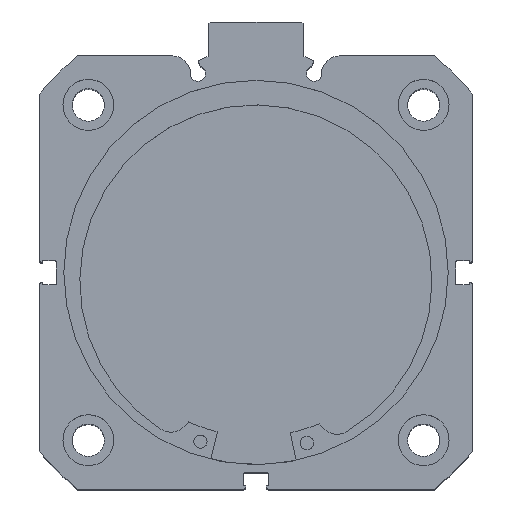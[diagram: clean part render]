
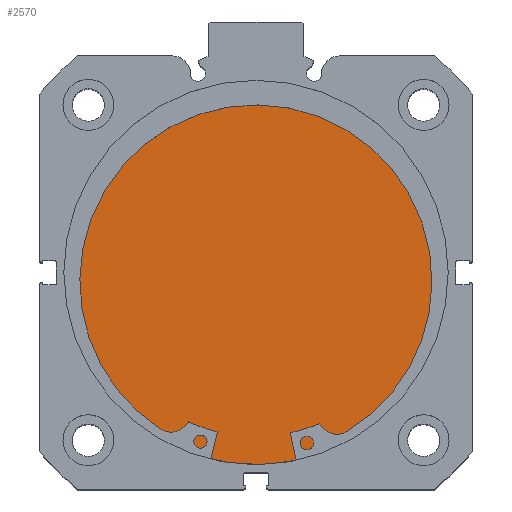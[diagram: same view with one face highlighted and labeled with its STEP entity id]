
A CAD part, top view. The second image highlights one B-rep face of the part: STEP entity #2570.
In plain terms, the highlighted face is planar.
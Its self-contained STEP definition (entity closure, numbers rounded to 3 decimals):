
#757 = CARTESIAN_POINT ( 'NONE',  ( 13., 0., -51. ) ) ;
#1831 = DIRECTION ( 'NONE',  ( 0., 0., 1. ) ) ;
#1833 = DIRECTION ( 'NONE',  ( -1., 0., 0. ) ) ;
#1842 = CARTESIAN_POINT ( 'NONE',  ( 13., 0., 0. ) ) ;
#2137 = DIRECTION ( 'NONE',  ( 0., 0., 1. ) ) ;
#2138 = DIRECTION ( 'NONE',  ( -1., 0., 0. ) ) ;
#2140 = CARTESIAN_POINT ( 'NONE',  ( 13., 0., 0. ) ) ;
#2318 = VERTEX_POINT ( 'NONE', #4788 ) ;
#2570 = ADVANCED_FACE ( 'NONE', ( #6110 ), #5320, .F. ) ;
#3124 = EDGE_CURVE ( 'NONE', #3508, #2318, #6523, .T. ) ;
#3224 = EDGE_CURVE ( 'NONE', #2318, #3508, #6671, .T. ) ;
#3508 = VERTEX_POINT ( 'NONE', #757 ) ;
#3914 = AXIS2_PLACEMENT_3D ( 'NONE', #5182, #5105, #5052 ) ;
#4123 = AXIS2_PLACEMENT_3D ( 'NONE', #2140, #2138, #2137 ) ;
#4173 = AXIS2_PLACEMENT_3D ( 'NONE', #1842, #1833, #1831 ) ;
#4575 = EDGE_LOOP ( 'NONE', ( #5927, #5926 ) ) ;
#4788 = CARTESIAN_POINT ( 'NONE',  ( 13., 0., 51. ) ) ;
#5052 = DIRECTION ( 'NONE',  ( 0., 0., 1. ) ) ;
#5105 = DIRECTION ( 'NONE',  ( -1., 0., 0. ) ) ;
#5182 = CARTESIAN_POINT ( 'NONE',  ( 13., 51., 0. ) ) ;
#5320 = PLANE ( 'NONE',  #3914 ) ;
#5926 = ORIENTED_EDGE ( 'NONE', *, *, #3124, .F. ) ;
#5927 = ORIENTED_EDGE ( 'NONE', *, *, #3224, .F. ) ;
#6110 = FACE_OUTER_BOUND ( 'NONE', #4575, .T. ) ;
#6523 = CIRCLE ( 'NONE', #4123, 51. ) ;
#6671 = CIRCLE ( 'NONE', #4173, 51. ) ;
